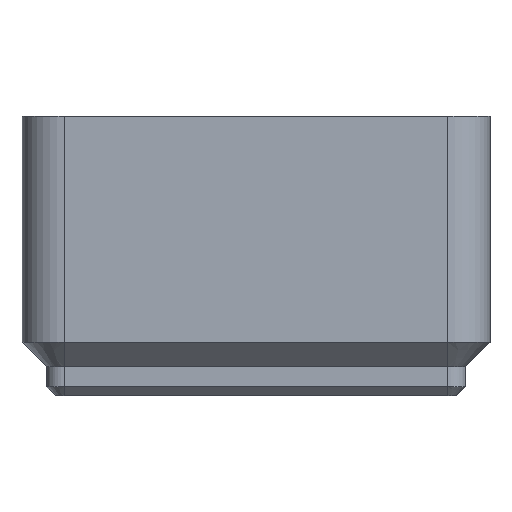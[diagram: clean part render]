
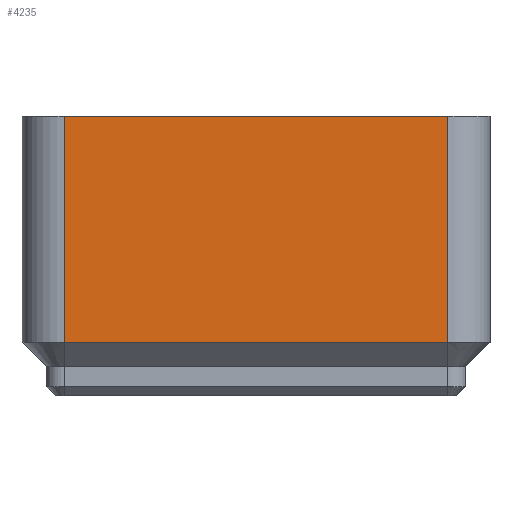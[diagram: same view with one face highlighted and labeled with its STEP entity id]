
A CAD part, left-side view. The second image highlights one B-rep face of the part: STEP entity #4235.
In plain terms, the highlighted planar face has unit normal (-1, 0, 0).
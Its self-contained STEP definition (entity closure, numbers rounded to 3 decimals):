
#3620 = PLANE('',#3621);
#3621 = AXIS2_PLACEMENT_3D('',#3622,#3623,#3624);
#3622 = CARTESIAN_POINT('',(0.,0.,24.8));
#3623 = DIRECTION('',(0.,0.,1.));
#3624 = DIRECTION('',(1.,0.,0.));
#3998 = EDGE_CURVE('',#3999,#4001,#4003,.T.);
#3999 = VERTEX_POINT('',#4000);
#4000 = CARTESIAN_POINT('',(-41.75,-17.,24.8));
#4001 = VERTEX_POINT('',#4002);
#4002 = CARTESIAN_POINT('',(-41.75,17.,24.8));
#4003 = SURFACE_CURVE('',#4004,(#4008,#4015),.PCURVE_S1.);
#4004 = LINE('',#4005,#4006);
#4005 = CARTESIAN_POINT('',(-41.75,0.,24.8));
#4006 = VECTOR('',#4007,1.);
#4007 = DIRECTION('',(0.,1.,0.));
#4008 = PCURVE('',#3620,#4009);
#4009 = DEFINITIONAL_REPRESENTATION('',(#4010),#4014);
#4010 = LINE('',#4011,#4012);
#4011 = CARTESIAN_POINT('',(-41.75,0.));
#4012 = VECTOR('',#4013,1.);
#4013 = DIRECTION('',(0.,1.));
#4014 = ( GEOMETRIC_REPRESENTATION_CONTEXT(2) 
PARAMETRIC_REPRESENTATION_CONTEXT() REPRESENTATION_CONTEXT('2D SPACE',''
  ) );
#4015 = PCURVE('',#4016,#4021);
#4016 = PLANE('',#4017);
#4017 = AXIS2_PLACEMENT_3D('',#4018,#4019,#4020);
#4018 = CARTESIAN_POINT('',(-41.75,-17.,5.25));
#4019 = DIRECTION('',(1.,0.,0.));
#4020 = DIRECTION('',(-0.,1.,0.));
#4021 = DEFINITIONAL_REPRESENTATION('',(#4022),#4026);
#4022 = LINE('',#4023,#4024);
#4023 = CARTESIAN_POINT('',(17.,19.55));
#4024 = VECTOR('',#4025,1.);
#4025 = DIRECTION('',(1.,0.));
#4026 = ( GEOMETRIC_REPRESENTATION_CONTEXT(2) 
PARAMETRIC_REPRESENTATION_CONTEXT() REPRESENTATION_CONTEXT('2D SPACE',''
  ) );
#4045 = CYLINDRICAL_SURFACE('',#4046,3.75);
#4046 = AXIS2_PLACEMENT_3D('',#4047,#4048,#4049);
#4047 = CARTESIAN_POINT('',(-38.,-17.,5.25));
#4048 = DIRECTION('',(0.,0.,1.));
#4049 = DIRECTION('',(1.,0.,0.));
#4214 = CYLINDRICAL_SURFACE('',#4215,3.75);
#4215 = AXIS2_PLACEMENT_3D('',#4216,#4217,#4218);
#4216 = CARTESIAN_POINT('',(-38.,17.,5.25));
#4217 = DIRECTION('',(0.,0.,1.));
#4218 = DIRECTION('',(1.,0.,0.));
#4235 = ADVANCED_FACE('',(#4236),#4016,.F.);
#4236 = FACE_BOUND('',#4237,.F.);
#4237 = EDGE_LOOP('',(#4238,#4261,#4289,#4310));
#4238 = ORIENTED_EDGE('',*,*,#4239,.F.);
#4239 = EDGE_CURVE('',#4240,#3999,#4242,.T.);
#4240 = VERTEX_POINT('',#4241);
#4241 = CARTESIAN_POINT('',(-41.75,-17.,4.75));
#4242 = SURFACE_CURVE('',#4243,(#4247,#4254),.PCURVE_S1.);
#4243 = LINE('',#4244,#4245);
#4244 = CARTESIAN_POINT('',(-41.75,-17.,4.75));
#4245 = VECTOR('',#4246,1.);
#4246 = DIRECTION('',(0.,0.,1.));
#4247 = PCURVE('',#4016,#4248);
#4248 = DEFINITIONAL_REPRESENTATION('',(#4249),#4253);
#4249 = LINE('',#4250,#4251);
#4250 = CARTESIAN_POINT('',(0.,-0.5));
#4251 = VECTOR('',#4252,1.);
#4252 = DIRECTION('',(0.,1.));
#4253 = ( GEOMETRIC_REPRESENTATION_CONTEXT(2) 
PARAMETRIC_REPRESENTATION_CONTEXT() REPRESENTATION_CONTEXT('2D SPACE',''
  ) );
#4254 = PCURVE('',#4045,#4255);
#4255 = DEFINITIONAL_REPRESENTATION('',(#4256),#4260);
#4256 = LINE('',#4257,#4258);
#4257 = CARTESIAN_POINT('',(3.142,-0.5));
#4258 = VECTOR('',#4259,1.);
#4259 = DIRECTION('',(-0.,1.));
#4260 = ( GEOMETRIC_REPRESENTATION_CONTEXT(2) 
PARAMETRIC_REPRESENTATION_CONTEXT() REPRESENTATION_CONTEXT('2D SPACE',''
  ) );
#4261 = ORIENTED_EDGE('',*,*,#4262,.T.);
#4262 = EDGE_CURVE('',#4240,#4263,#4265,.T.);
#4263 = VERTEX_POINT('',#4264);
#4264 = CARTESIAN_POINT('',(-41.75,17.,4.75));
#4265 = SURFACE_CURVE('',#4266,(#4270,#4277),.PCURVE_S1.);
#4266 = LINE('',#4267,#4268);
#4267 = CARTESIAN_POINT('',(-41.75,-8.5,4.75));
#4268 = VECTOR('',#4269,1.);
#4269 = DIRECTION('',(0.,1.,0.));
#4270 = PCURVE('',#4016,#4271);
#4271 = DEFINITIONAL_REPRESENTATION('',(#4272),#4276);
#4272 = LINE('',#4273,#4274);
#4273 = CARTESIAN_POINT('',(8.5,-0.5));
#4274 = VECTOR('',#4275,1.);
#4275 = DIRECTION('',(1.,0.));
#4276 = ( GEOMETRIC_REPRESENTATION_CONTEXT(2) 
PARAMETRIC_REPRESENTATION_CONTEXT() REPRESENTATION_CONTEXT('2D SPACE',''
  ) );
#4277 = PCURVE('',#4278,#4283);
#4278 = PLANE('',#4279);
#4279 = AXIS2_PLACEMENT_3D('',#4280,#4281,#4282);
#4280 = CARTESIAN_POINT('',(-42.,0.,5.));
#4281 = DIRECTION('',(0.707,0.,0.707));
#4282 = DIRECTION('',(-0.707,0.,0.707));
#4283 = DEFINITIONAL_REPRESENTATION('',(#4284),#4288);
#4284 = LINE('',#4285,#4286);
#4285 = CARTESIAN_POINT('',(-0.354,8.5));
#4286 = VECTOR('',#4287,1.);
#4287 = DIRECTION('',(-0.,-1.));
#4288 = ( GEOMETRIC_REPRESENTATION_CONTEXT(2) 
PARAMETRIC_REPRESENTATION_CONTEXT() REPRESENTATION_CONTEXT('2D SPACE',''
  ) );
#4289 = ORIENTED_EDGE('',*,*,#4290,.F.);
#4290 = EDGE_CURVE('',#4001,#4263,#4291,.T.);
#4291 = SURFACE_CURVE('',#4292,(#4296,#4303),.PCURVE_S1.);
#4292 = LINE('',#4293,#4294);
#4293 = CARTESIAN_POINT('',(-41.75,17.,24.8));
#4294 = VECTOR('',#4295,1.);
#4295 = DIRECTION('',(0.,0.,-1.));
#4296 = PCURVE('',#4016,#4297);
#4297 = DEFINITIONAL_REPRESENTATION('',(#4298),#4302);
#4298 = LINE('',#4299,#4300);
#4299 = CARTESIAN_POINT('',(34.,19.55));
#4300 = VECTOR('',#4301,1.);
#4301 = DIRECTION('',(0.,-1.));
#4302 = ( GEOMETRIC_REPRESENTATION_CONTEXT(2) 
PARAMETRIC_REPRESENTATION_CONTEXT() REPRESENTATION_CONTEXT('2D SPACE',''
  ) );
#4303 = PCURVE('',#4214,#4304);
#4304 = DEFINITIONAL_REPRESENTATION('',(#4305),#4309);
#4305 = LINE('',#4306,#4307);
#4306 = CARTESIAN_POINT('',(3.142,19.55));
#4307 = VECTOR('',#4308,1.);
#4308 = DIRECTION('',(0.,-1.));
#4309 = ( GEOMETRIC_REPRESENTATION_CONTEXT(2) 
PARAMETRIC_REPRESENTATION_CONTEXT() REPRESENTATION_CONTEXT('2D SPACE',''
  ) );
#4310 = ORIENTED_EDGE('',*,*,#3998,.F.);
